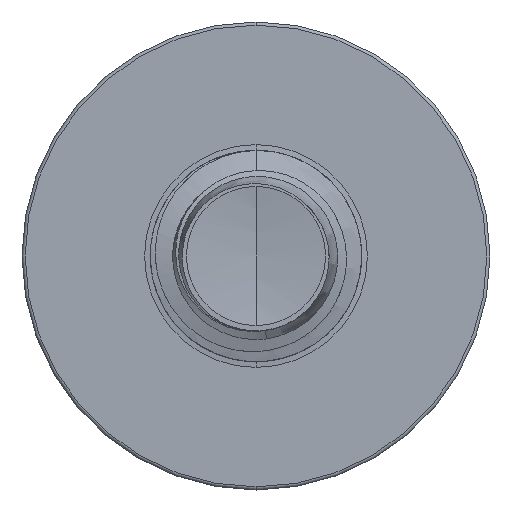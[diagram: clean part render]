
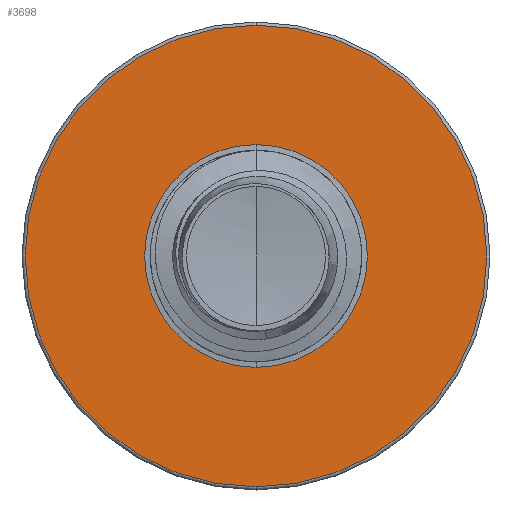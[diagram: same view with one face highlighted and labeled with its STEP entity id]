
A CAD part, front view. The second image highlights one B-rep face of the part: STEP entity #3698.
In plain terms, the highlighted planar face has unit normal (0, -1, 0).
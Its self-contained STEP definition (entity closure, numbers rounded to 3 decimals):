
#3215 = DIRECTION ( 'NONE',  ( 0., 0., 1. ) ) ;
#3221 = DIRECTION ( 'NONE',  ( 0., 1., 0. ) ) ;
#3274 = CARTESIAN_POINT ( 'NONE',  ( 0., 20., 0. ) ) ;
#3457 = EDGE_CURVE ( 'NONE', #15564, #32597, #33779, .T. ) ;
#3698 = ADVANCED_FACE ( 'NONE', ( #32928, #6896 ), #14495, .F. ) ;
#4920 = EDGE_CURVE ( 'NONE', #32597, #15564, #25060, .T. ) ;
#5241 = AXIS2_PLACEMENT_3D ( 'NONE', #3274, #3221, #3215 ) ;
#6340 = ORIENTED_EDGE ( 'NONE', *, *, #15939, .T. ) ;
#6896 = FACE_BOUND ( 'NONE', #7111, .T. ) ;
#7111 = EDGE_LOOP ( 'NONE', ( #10060, #6340 ) ) ;
#8050 = ORIENTED_EDGE ( 'NONE', *, *, #4920, .F. ) ;
#8444 = ORIENTED_EDGE ( 'NONE', *, *, #3457, .F. ) ;
#9205 = DIRECTION ( 'NONE',  ( 0., 1., 0. ) ) ;
#10060 = ORIENTED_EDGE ( 'NONE', *, *, #23532, .T. ) ;
#10697 = CIRCLE ( 'NONE', #19143, 3.689 ) ;
#10998 = CARTESIAN_POINT ( 'NONE',  ( 0., 20., 7.645 ) ) ;
#13996 = VERTEX_POINT ( 'NONE', #27595 ) ;
#14328 = DIRECTION ( 'NONE',  ( 0., 0., 1. ) ) ;
#14361 = DIRECTION ( 'NONE',  ( 0., 1., 0. ) ) ;
#14388 = CARTESIAN_POINT ( 'NONE',  ( 0., 20., 0. ) ) ;
#14456 = CARTESIAN_POINT ( 'NONE',  ( 0., 20., -3.689 ) ) ;
#14495 = PLANE ( 'NONE',  #31589 ) ;
#14915 = CIRCLE ( 'NONE', #30745, 3.689 ) ;
#15564 = VERTEX_POINT ( 'NONE', #10998 ) ;
#15939 = EDGE_CURVE ( 'NONE', #13996, #21134, #14915, .T. ) ;
#15960 = DIRECTION ( 'NONE',  ( 0., 0., 1. ) ) ;
#16010 = DIRECTION ( 'NONE',  ( 0., 1., 0. ) ) ;
#16040 = CARTESIAN_POINT ( 'NONE',  ( 0., 20., 0. ) ) ;
#17013 = DIRECTION ( 'NONE',  ( 0., 0., 1. ) ) ;
#19105 = AXIS2_PLACEMENT_3D ( 'NONE', #16040, #16010, #15960 ) ;
#19143 = AXIS2_PLACEMENT_3D ( 'NONE', #24316, #9205, #26600 ) ;
#21134 = VERTEX_POINT ( 'NONE', #28058 ) ;
#21858 = CARTESIAN_POINT ( 'NONE',  ( 0., 20., -7.645 ) ) ;
#23532 = EDGE_CURVE ( 'NONE', #21134, #13996, #10697, .T. ) ;
#24139 = EDGE_LOOP ( 'NONE', ( #8444, #8050 ) ) ;
#24316 = CARTESIAN_POINT ( 'NONE',  ( 0., 20., 0. ) ) ;
#25060 = CIRCLE ( 'NONE', #5241, 7.645 ) ;
#26600 = DIRECTION ( 'NONE',  ( 0., 0., 1. ) ) ;
#27595 = CARTESIAN_POINT ( 'NONE',  ( 0., 20., -3.689 ) ) ;
#28058 = CARTESIAN_POINT ( 'NONE',  ( 0., 20., 3.689 ) ) ;
#30745 = AXIS2_PLACEMENT_3D ( 'NONE', #14388, #31014, #17013 ) ;
#31014 = DIRECTION ( 'NONE',  ( 0., 1., 0. ) ) ;
#31589 = AXIS2_PLACEMENT_3D ( 'NONE', #14456, #14361, #14328 ) ;
#32597 = VERTEX_POINT ( 'NONE', #21858 ) ;
#32928 = FACE_OUTER_BOUND ( 'NONE', #24139, .T. ) ;
#33779 = CIRCLE ( 'NONE', #19105, 7.645 ) ;
